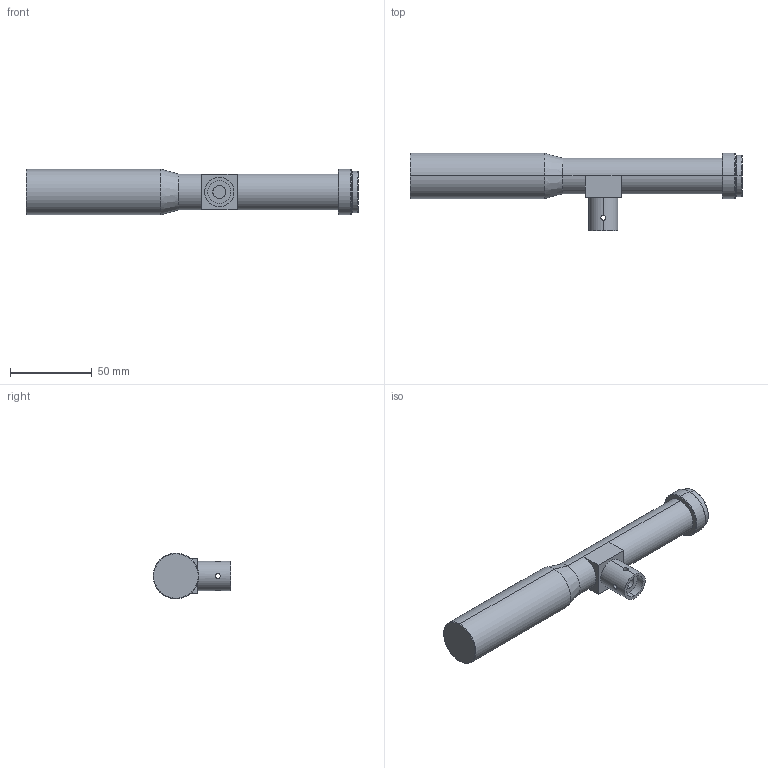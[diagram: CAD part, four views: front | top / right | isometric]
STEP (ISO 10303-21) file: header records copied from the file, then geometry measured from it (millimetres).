
FILE_DESCRIPTION (( 'STEP AP203' ), '1' );
FILE_NAME ('WH13-390C-125.STEP', '2022-03-07T07:40:28', ( '' ), ( '' ), 'SwSTEP 2.0', 'SolidWorks 2017', '' );
FILE_SCHEMA (( 'CONFIG_CONTROL_DESIGN' ));
Length unit declared in the file: millimetre
Products named in the file (1): WH13-390C-125
Bounding box: 203.7 x 47.7 x 28 mm (x, y, z)
Volume: 106346.8 mm3; surface area: 19762.7 mm2
Topology: 1 solids, 1 shells, 48 faces, 116 edges, 72 vertices
Faces by surface type: cylinder 25, plane 13, cone 10
Entity records: 1847 total; most frequent: CARTESIAN_POINT 645, DIRECTION 232, ORIENTED_EDGE 232, EDGE_CURVE 116, AXIS2_PLACEMENT_3D 91, VERTEX_POINT 72, EDGE_LOOP 58, VECTOR 50
